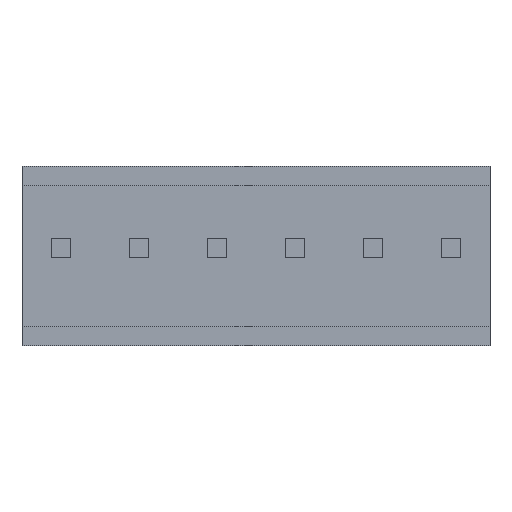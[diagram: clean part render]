
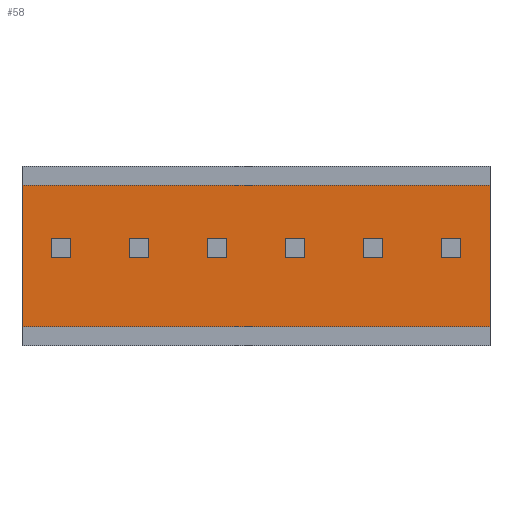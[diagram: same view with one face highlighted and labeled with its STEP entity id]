
A CAD part, front view. The second image highlights one B-rep face of the part: STEP entity #58.
In plain terms, the highlighted planar face has unit normal (0, -1, 0).
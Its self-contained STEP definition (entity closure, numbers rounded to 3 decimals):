
#58=ADVANCED_FACE('',(#154,#155,#156,#157,#158,#159,#160),#161,.T.);
#154=FACE_OUTER_BOUND('',#332,.T.);
#155=FACE_BOUND('',#333,.T.);
#156=FACE_BOUND('',#334,.T.);
#157=FACE_BOUND('',#335,.T.);
#158=FACE_BOUND('',#336,.T.);
#159=FACE_BOUND('',#337,.T.);
#160=FACE_BOUND('',#338,.T.);
#161=PLANE('',#339);
#332=EDGE_LOOP('',(#600,#601,#602,#603));
#333=EDGE_LOOP('',(#604,#605,#606,#607));
#334=EDGE_LOOP('',(#608,#609,#610,#611));
#335=EDGE_LOOP('',(#612,#613,#614,#615));
#336=EDGE_LOOP('',(#616,#617,#618,#619));
#337=EDGE_LOOP('',(#620,#621,#622,#623));
#338=EDGE_LOOP('',(#624,#625,#626,#627));
#339=AXIS2_PLACEMENT_3D('',#628,#629,#630);
#600=ORIENTED_EDGE('',*,*,#1203,.T.);
#601=ORIENTED_EDGE('',*,*,#1199,.F.);
#602=ORIENTED_EDGE('',*,*,#1204,.F.);
#603=ORIENTED_EDGE('',*,*,#1160,.T.);
#604=ORIENTED_EDGE('',*,*,#1205,.T.);
#605=ORIENTED_EDGE('',*,*,#1206,.T.);
#606=ORIENTED_EDGE('',*,*,#1207,.T.);
#607=ORIENTED_EDGE('',*,*,#1208,.T.);
#608=ORIENTED_EDGE('',*,*,#1209,.T.);
#609=ORIENTED_EDGE('',*,*,#1210,.T.);
#610=ORIENTED_EDGE('',*,*,#1211,.T.);
#611=ORIENTED_EDGE('',*,*,#1212,.T.);
#612=ORIENTED_EDGE('',*,*,#1213,.T.);
#613=ORIENTED_EDGE('',*,*,#1214,.T.);
#614=ORIENTED_EDGE('',*,*,#1215,.T.);
#615=ORIENTED_EDGE('',*,*,#1216,.T.);
#616=ORIENTED_EDGE('',*,*,#1217,.T.);
#617=ORIENTED_EDGE('',*,*,#1218,.T.);
#618=ORIENTED_EDGE('',*,*,#1219,.T.);
#619=ORIENTED_EDGE('',*,*,#1220,.T.);
#620=ORIENTED_EDGE('',*,*,#1221,.T.);
#621=ORIENTED_EDGE('',*,*,#1222,.T.);
#622=ORIENTED_EDGE('',*,*,#1223,.T.);
#623=ORIENTED_EDGE('',*,*,#1224,.T.);
#624=ORIENTED_EDGE('',*,*,#1225,.T.);
#625=ORIENTED_EDGE('',*,*,#1226,.T.);
#626=ORIENTED_EDGE('',*,*,#1227,.T.);
#627=ORIENTED_EDGE('',*,*,#1228,.T.);
#628=CARTESIAN_POINT('',(-7.62,0.635,5.22));
#629=DIRECTION('',(0.0,-1.0,0.0));
#630=DIRECTION('',(0.0,0.0,-1.0));
#1160=EDGE_CURVE('',#1379,#1377,#1380,.T.);
#1199=EDGE_CURVE('',#1444,#1446,#1447,.T.);
#1203=EDGE_CURVE('',#1377,#1446,#1452,.T.);
#1204=EDGE_CURVE('',#1379,#1444,#1453,.T.);
#1205=EDGE_CURVE('',#1454,#1455,#1456,.T.);
#1206=EDGE_CURVE('',#1455,#1457,#1458,.T.);
#1207=EDGE_CURVE('',#1457,#1459,#1460,.T.);
#1208=EDGE_CURVE('',#1459,#1454,#1461,.T.);
#1209=EDGE_CURVE('',#1462,#1463,#1464,.T.);
#1210=EDGE_CURVE('',#1463,#1465,#1466,.T.);
#1211=EDGE_CURVE('',#1465,#1467,#1468,.T.);
#1212=EDGE_CURVE('',#1467,#1462,#1469,.T.);
#1213=EDGE_CURVE('',#1470,#1471,#1472,.T.);
#1214=EDGE_CURVE('',#1471,#1473,#1474,.T.);
#1215=EDGE_CURVE('',#1473,#1475,#1476,.T.);
#1216=EDGE_CURVE('',#1475,#1470,#1477,.T.);
#1217=EDGE_CURVE('',#1478,#1479,#1480,.T.);
#1218=EDGE_CURVE('',#1479,#1481,#1482,.T.);
#1219=EDGE_CURVE('',#1481,#1483,#1484,.T.);
#1220=EDGE_CURVE('',#1483,#1478,#1485,.T.);
#1221=EDGE_CURVE('',#1486,#1487,#1488,.T.);
#1222=EDGE_CURVE('',#1487,#1489,#1490,.T.);
#1223=EDGE_CURVE('',#1489,#1491,#1492,.T.);
#1224=EDGE_CURVE('',#1491,#1486,#1493,.T.);
#1225=EDGE_CURVE('',#1494,#1495,#1496,.T.);
#1226=EDGE_CURVE('',#1495,#1497,#1498,.T.);
#1227=EDGE_CURVE('',#1497,#1499,#1500,.T.);
#1228=EDGE_CURVE('',#1499,#1494,#1501,.T.);
#1377=VERTEX_POINT('',#1728);
#1379=VERTEX_POINT('',#1731);
#1380=LINE('',#1732,#1733);
#1444=VERTEX_POINT('',#1828);
#1446=VERTEX_POINT('',#1831);
#1447=LINE('',#1832,#1833);
#1452=LINE('',#1841,#1842);
#1453=LINE('',#1843,#1844);
#1454=VERTEX_POINT('',#1845);
#1455=VERTEX_POINT('',#1846);
#1456=LINE('',#1847,#1848);
#1457=VERTEX_POINT('',#1849);
#1458=LINE('',#1850,#1851);
#1459=VERTEX_POINT('',#1852);
#1460=LINE('',#1853,#1854);
#1461=LINE('',#1855,#1856);
#1462=VERTEX_POINT('',#1857);
#1463=VERTEX_POINT('',#1858);
#1464=LINE('',#1859,#1860);
#1465=VERTEX_POINT('',#1861);
#1466=LINE('',#1862,#1863);
#1467=VERTEX_POINT('',#1864);
#1468=LINE('',#1865,#1866);
#1469=LINE('',#1867,#1868);
#1470=VERTEX_POINT('',#1869);
#1471=VERTEX_POINT('',#1870);
#1472=LINE('',#1871,#1872);
#1473=VERTEX_POINT('',#1873);
#1474=LINE('',#1874,#1875);
#1475=VERTEX_POINT('',#1876);
#1476=LINE('',#1877,#1878);
#1477=LINE('',#1879,#1880);
#1478=VERTEX_POINT('',#1881);
#1479=VERTEX_POINT('',#1882);
#1480=LINE('',#1883,#1884);
#1481=VERTEX_POINT('',#1885);
#1482=LINE('',#1886,#1887);
#1483=VERTEX_POINT('',#1888);
#1484=LINE('',#1889,#1890);
#1485=LINE('',#1891,#1892);
#1486=VERTEX_POINT('',#1893);
#1487=VERTEX_POINT('',#1894);
#1488=LINE('',#1895,#1896);
#1489=VERTEX_POINT('',#1897);
#1490=LINE('',#1898,#1899);
#1491=VERTEX_POINT('',#1900);
#1492=LINE('',#1901,#1902);
#1493=LINE('',#1903,#1904);
#1494=VERTEX_POINT('',#1905);
#1495=VERTEX_POINT('',#1906);
#1496=LINE('',#1907,#1908);
#1497=VERTEX_POINT('',#1909);
#1498=LINE('',#1910,#1911);
#1499=VERTEX_POINT('',#1912);
#1500=LINE('',#1913,#1914);
#1501=LINE('',#1915,#1916);
#1728=CARTESIAN_POINT('',(-7.62,0.635,0.622));
#1731=CARTESIAN_POINT('',(-7.62,0.635,5.22));
#1732=CARTESIAN_POINT('',(-7.62,0.635,5.22));
#1733=VECTOR('',#2262,4.597);
#1828=CARTESIAN_POINT('',(7.62,0.635,5.22));
#1831=CARTESIAN_POINT('',(7.62,0.635,0.622));
#1832=CARTESIAN_POINT('',(7.62,0.635,5.22));
#1833=VECTOR('',#2313,4.597);
#1841=CARTESIAN_POINT('',(-7.62,0.635,0.622));
#1842=VECTOR('',#2317,15.24);
#1843=CARTESIAN_POINT('',(-7.62,0.635,5.22));
#1844=VECTOR('',#2318,15.24);
#1845=CARTESIAN_POINT('',(6.668,0.635,3.493));
#1846=CARTESIAN_POINT('',(6.668,0.635,2.858));
#1847=CARTESIAN_POINT('',(6.668,0.635,3.493));
#1848=VECTOR('',#2319,0.635);
#1849=CARTESIAN_POINT('',(6.033,0.635,2.858));
#1850=CARTESIAN_POINT('',(6.668,0.635,2.858));
#1851=VECTOR('',#2320,0.635);
#1852=CARTESIAN_POINT('',(6.033,0.635,3.493));
#1853=CARTESIAN_POINT('',(6.033,0.635,2.858));
#1854=VECTOR('',#2321,0.635);
#1855=CARTESIAN_POINT('',(6.033,0.635,3.493));
#1856=VECTOR('',#2322,0.635);
#1857=CARTESIAN_POINT('',(4.128,0.635,3.493));
#1858=CARTESIAN_POINT('',(4.128,0.635,2.858));
#1859=CARTESIAN_POINT('',(4.128,0.635,3.493));
#1860=VECTOR('',#2323,0.635);
#1861=CARTESIAN_POINT('',(3.493,0.635,2.858));
#1862=CARTESIAN_POINT('',(4.128,0.635,2.858));
#1863=VECTOR('',#2324,0.635);
#1864=CARTESIAN_POINT('',(3.493,0.635,3.493));
#1865=CARTESIAN_POINT('',(3.493,0.635,2.858));
#1866=VECTOR('',#2325,0.635);
#1867=CARTESIAN_POINT('',(3.493,0.635,3.493));
#1868=VECTOR('',#2326,0.635);
#1869=CARTESIAN_POINT('',(1.588,0.635,3.493));
#1870=CARTESIAN_POINT('',(1.588,0.635,2.858));
#1871=CARTESIAN_POINT('',(1.588,0.635,3.493));
#1872=VECTOR('',#2327,0.635);
#1873=CARTESIAN_POINT('',(0.953,0.635,2.858));
#1874=CARTESIAN_POINT('',(1.588,0.635,2.858));
#1875=VECTOR('',#2328,0.635);
#1876=CARTESIAN_POINT('',(0.953,0.635,3.493));
#1877=CARTESIAN_POINT('',(0.953,0.635,2.858));
#1878=VECTOR('',#2329,0.635);
#1879=CARTESIAN_POINT('',(0.953,0.635,3.493));
#1880=VECTOR('',#2330,0.635);
#1881=CARTESIAN_POINT('',(-0.953,0.635,3.493));
#1882=CARTESIAN_POINT('',(-0.953,0.635,2.858));
#1883=CARTESIAN_POINT('',(-0.953,0.635,3.493));
#1884=VECTOR('',#2331,0.635);
#1885=CARTESIAN_POINT('',(-1.588,0.635,2.858));
#1886=CARTESIAN_POINT('',(-0.953,0.635,2.858));
#1887=VECTOR('',#2332,0.635);
#1888=CARTESIAN_POINT('',(-1.588,0.635,3.493));
#1889=CARTESIAN_POINT('',(-1.588,0.635,2.858));
#1890=VECTOR('',#2333,0.635);
#1891=CARTESIAN_POINT('',(-1.588,0.635,3.493));
#1892=VECTOR('',#2334,0.635);
#1893=CARTESIAN_POINT('',(-3.493,0.635,3.493));
#1894=CARTESIAN_POINT('',(-3.493,0.635,2.858));
#1895=CARTESIAN_POINT('',(-3.493,0.635,3.493));
#1896=VECTOR('',#2335,0.635);
#1897=CARTESIAN_POINT('',(-4.128,0.635,2.858));
#1898=CARTESIAN_POINT('',(-3.493,0.635,2.858));
#1899=VECTOR('',#2336,0.635);
#1900=CARTESIAN_POINT('',(-4.128,0.635,3.493));
#1901=CARTESIAN_POINT('',(-4.128,0.635,2.858));
#1902=VECTOR('',#2337,0.635);
#1903=CARTESIAN_POINT('',(-4.128,0.635,3.493));
#1904=VECTOR('',#2338,0.635);
#1905=CARTESIAN_POINT('',(-6.033,0.635,3.493));
#1906=CARTESIAN_POINT('',(-6.033,0.635,2.858));
#1907=CARTESIAN_POINT('',(-6.033,0.635,3.493));
#1908=VECTOR('',#2339,0.635);
#1909=CARTESIAN_POINT('',(-6.668,0.635,2.858));
#1910=CARTESIAN_POINT('',(-6.033,0.635,2.858));
#1911=VECTOR('',#2340,0.635);
#1912=CARTESIAN_POINT('',(-6.668,0.635,3.493));
#1913=CARTESIAN_POINT('',(-6.668,0.635,2.858));
#1914=VECTOR('',#2341,0.635);
#1915=CARTESIAN_POINT('',(-6.668,0.635,3.493));
#1916=VECTOR('',#2342,0.635);
#2262=DIRECTION('',(0.0,0.0,-1.0));
#2313=DIRECTION('',(0.0,0.0,-1.0));
#2317=DIRECTION('',(1.0,0.0,0.0));
#2318=DIRECTION('',(1.0,0.0,0.0));
#2319=DIRECTION('',(0.0,0.0,-1.0));
#2320=DIRECTION('',(-1.0,0.0,0.0));
#2321=DIRECTION('',(0.0,0.0,1.0));
#2322=DIRECTION('',(1.0,0.0,0.0));
#2323=DIRECTION('',(0.0,0.0,-1.0));
#2324=DIRECTION('',(-1.0,0.0,0.0));
#2325=DIRECTION('',(0.0,0.0,1.0));
#2326=DIRECTION('',(1.0,0.0,0.0));
#2327=DIRECTION('',(0.0,0.0,-1.0));
#2328=DIRECTION('',(-1.0,0.0,0.0));
#2329=DIRECTION('',(0.0,0.0,1.0));
#2330=DIRECTION('',(1.0,0.0,0.0));
#2331=DIRECTION('',(0.0,0.0,-1.0));
#2332=DIRECTION('',(-1.0,0.0,0.0));
#2333=DIRECTION('',(0.0,0.0,1.0));
#2334=DIRECTION('',(1.0,0.0,0.0));
#2335=DIRECTION('',(0.0,0.0,-1.0));
#2336=DIRECTION('',(-1.0,0.0,0.0));
#2337=DIRECTION('',(0.0,0.0,1.0));
#2338=DIRECTION('',(1.0,0.0,0.0));
#2339=DIRECTION('',(0.0,0.0,-1.0));
#2340=DIRECTION('',(-1.0,0.0,0.0));
#2341=DIRECTION('',(0.0,0.0,1.0));
#2342=DIRECTION('',(1.0,0.0,0.0));
